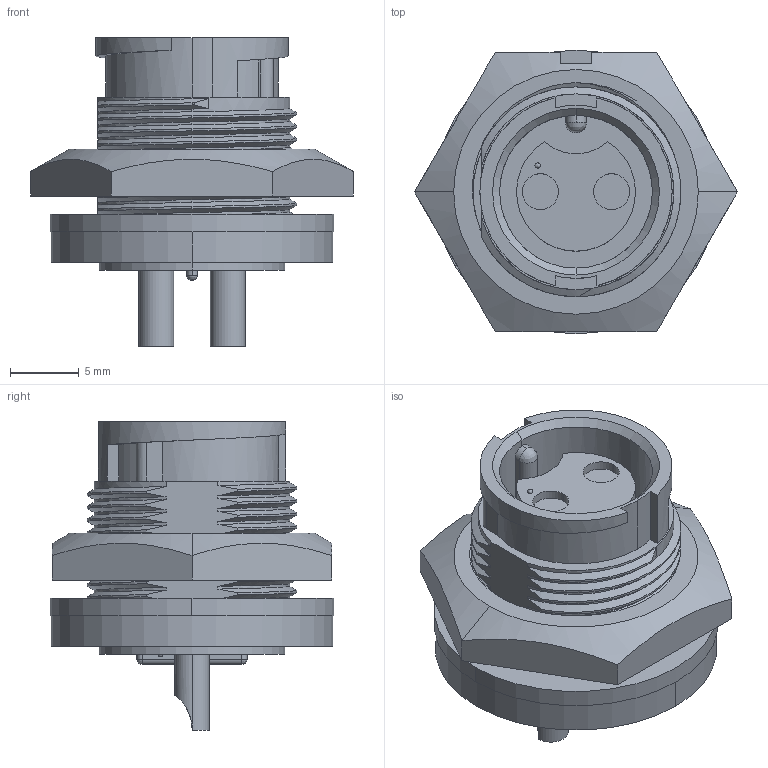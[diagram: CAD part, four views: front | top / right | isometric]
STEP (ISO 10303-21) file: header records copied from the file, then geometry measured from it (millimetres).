
FILE_DESCRIPTION (( 'STEP AP203' ), '1' );
FILE_NAME ('7382-2SG-300.STEP', '2012-10-05T14:30:28', ( 'J0FPBF1' ), ( '' ), 'SwSTEP 2.0', 'SolidWorks 2011', '' );
FILE_SCHEMA (( 'CONFIG_CONTROL_DESIGN' ));
Length unit declared in the file: inch
Products named in the file (1): 7382-2SG-300
Bounding box: 23.46 x 20.62 x 22.43 mm (x, y, z)
Volume: 3394.4 mm3; surface area: 3049.1 mm2
Topology: 2 solids, 2 shells, 177 faces, 483 edges, 313 vertices
Faces by surface type: cylinder 102, plane 42, bspline 29, cone 4
Entity records: 11462 total; most frequent: CARTESIAN_POINT 7510, ORIENTED_EDGE 946, DIRECTION 661, EDGE_CURVE 473, VERTEX_POINT 313, AXIS2_PLACEMENT_3D 238, EDGE_LOOP 192, VECTOR 185
